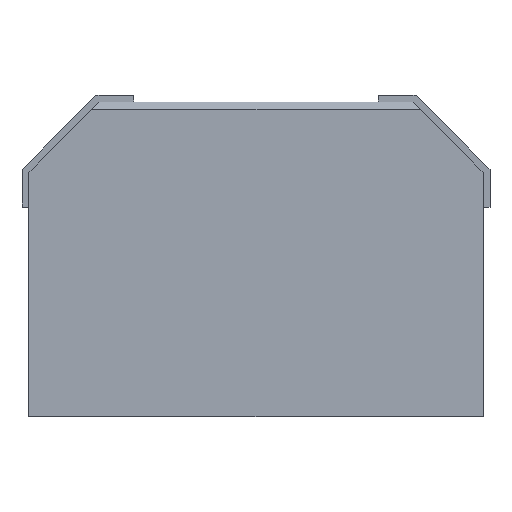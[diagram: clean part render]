
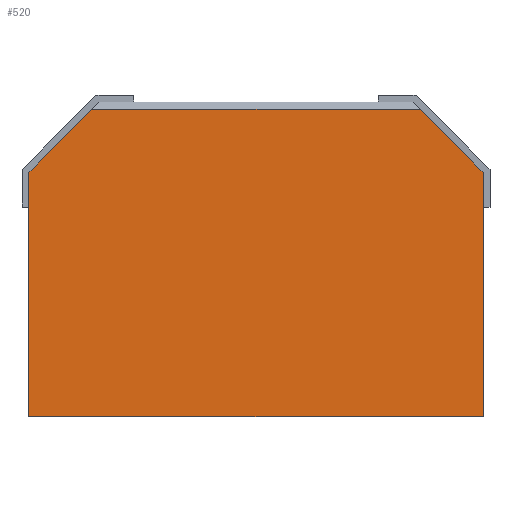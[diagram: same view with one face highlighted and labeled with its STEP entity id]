
A CAD part, top view. The second image highlights one B-rep face of the part: STEP entity #520.
In plain terms, the highlighted planar face has unit normal (0, 0, 1).
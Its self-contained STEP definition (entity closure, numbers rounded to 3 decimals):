
#132=ORIENTED_EDGE('',*,*,#224,.T.);
#133=ORIENTED_EDGE('',*,*,#201,.T.);
#134=ORIENTED_EDGE('',*,*,#225,.T.);
#135=ORIENTED_EDGE('',*,*,#226,.T.);
#136=ORIENTED_EDGE('',*,*,#217,.T.);
#137=ORIENTED_EDGE('',*,*,#223,.F.);
#201=EDGE_CURVE('',#262,#260,#321,.T.);
#217=EDGE_CURVE('',#271,#273,#337,.T.);
#223=EDGE_CURVE('',#274,#273,#343,.T.);
#224=EDGE_CURVE('',#274,#262,#344,.T.);
#225=EDGE_CURVE('',#260,#275,#345,.T.);
#226=EDGE_CURVE('',#275,#271,#346,.T.);
#260=VERTEX_POINT('',#782);
#262=VERTEX_POINT('',#785);
#271=VERTEX_POINT('',#811);
#273=VERTEX_POINT('',#815);
#274=VERTEX_POINT('',#825);
#275=VERTEX_POINT('',#830);
#321=LINE('',#784,#393);
#337=LINE('',#816,#409);
#343=LINE('',#826,#415);
#344=LINE('',#828,#416);
#345=LINE('',#829,#417);
#346=LINE('',#831,#418);
#393=VECTOR('',#640,1000.);
#409=VECTOR('',#664,1000.);
#415=VECTOR('',#676,1000.);
#416=VECTOR('',#679,1000.);
#417=VECTOR('',#680,1000.);
#418=VECTOR('',#681,1000.);
#442=EDGE_LOOP('',(#132,#133,#134,#135,#136,#137));
#468=FACE_BOUND('',#442,.T.);
#494=PLANE('',#559);
#520=ADVANCED_FACE('',(#468),#494,.F.);
#559=AXIS2_PLACEMENT_3D('',#827,#677,#678);
#640=DIRECTION('',(-1.,0.,0.));
#664=DIRECTION('',(1.,0.,0.));
#676=DIRECTION('',(0.,-1.,0.));
#677=DIRECTION('',(0.,0.,-1.));
#678=DIRECTION('',(-1.,0.,0.));
#679=DIRECTION('',(-0.707,0.707,0.));
#680=DIRECTION('',(-0.707,-0.707,0.));
#681=DIRECTION('',(0.,-1.,0.));
#782=CARTESIAN_POINT('',(-0.679,53.402,4.745));
#784=CARTESIAN_POINT('',(4.921,53.402,4.745));
#785=CARTESIAN_POINT('',(4.021,53.402,4.745));
#811=CARTESIAN_POINT('',(-1.579,49.002,4.745));
#815=CARTESIAN_POINT('',(4.921,49.002,4.745));
#816=CARTESIAN_POINT('',(4.921,49.002,4.745));
#825=CARTESIAN_POINT('',(4.921,52.502,4.745));
#826=CARTESIAN_POINT('',(4.921,53.502,4.745));
#827=CARTESIAN_POINT('',(4.921,53.502,4.745));
#828=CARTESIAN_POINT('',(3.921,53.502,4.745));
#829=CARTESIAN_POINT('',(-0.579,53.502,4.745));
#830=CARTESIAN_POINT('',(-1.579,52.502,4.745));
#831=CARTESIAN_POINT('',(-1.579,53.502,4.745));
